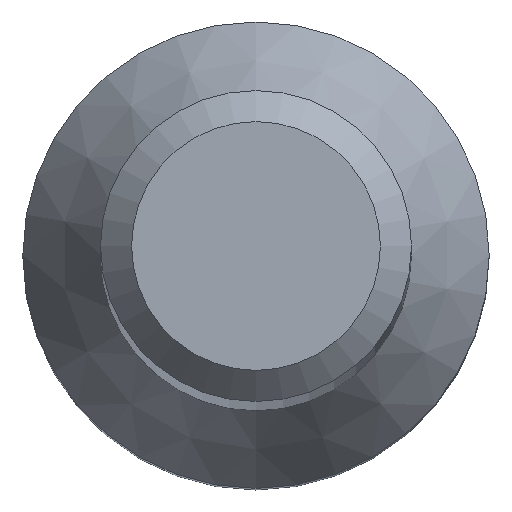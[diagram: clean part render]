
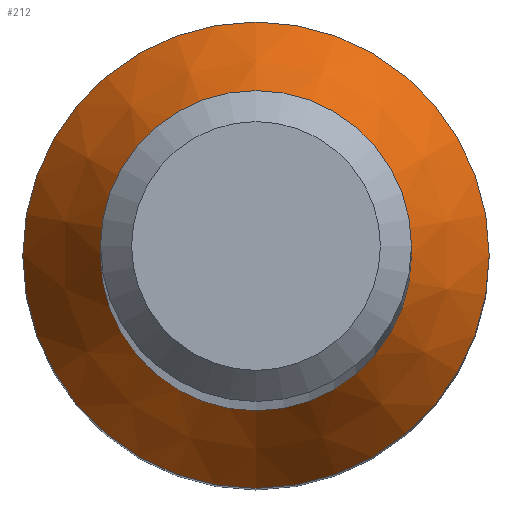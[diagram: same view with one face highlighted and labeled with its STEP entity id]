
A CAD part, top view. The second image highlights one B-rep face of the part: STEP entity #212.
In plain terms, the highlighted conical face has half-angle 30 degrees and reference radius 3 mm.
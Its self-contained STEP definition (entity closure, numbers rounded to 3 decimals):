
#2 = CARTESIAN_POINT ( 'NONE',  ( 0., 0., 12. ) ) ;
#3 = DIRECTION ( 'NONE',  ( 0., 1., 0. ) ) ;
#19 = EDGE_CURVE ( 'NONE', #23, #23, #80, .T. ) ;
#23 = VERTEX_POINT ( 'NONE', #231 ) ;
#29 = CONICAL_SURFACE ( 'NONE', #232, 3., 0.524 ) ;
#34 = EDGE_LOOP ( 'NONE', ( #224 ) ) ;
#49 = ORIENTED_EDGE ( 'NONE', *, *, #19, .F. ) ;
#59 = FACE_BOUND ( 'NONE', #34, .T. ) ;
#74 = EDGE_LOOP ( 'NONE', ( #49 ) ) ;
#77 = AXIS2_PLACEMENT_3D ( 'NONE', #211, #120, #81 ) ;
#79 = CARTESIAN_POINT ( 'NONE',  ( 0., 0., 12. ) ) ;
#80 = CIRCLE ( 'NONE', #200, 3. ) ;
#81 = DIRECTION ( 'NONE',  ( 0., 1., 0. ) ) ;
#102 = EDGE_CURVE ( 'NONE', #169, #169, #186, .T. ) ;
#120 = DIRECTION ( 'NONE',  ( 0., 0., -1. ) ) ;
#142 = DIRECTION ( 'NONE',  ( 0., 1., 0. ) ) ;
#143 = DIRECTION ( 'NONE',  ( 0., 0., -1. ) ) ;
#155 = DIRECTION ( 'NONE',  ( 0., 0., -1. ) ) ;
#169 = VERTEX_POINT ( 'NONE', #182 ) ;
#182 = CARTESIAN_POINT ( 'NONE',  ( 0., 2., 13.732 ) ) ;
#186 = CIRCLE ( 'NONE', #77, 2. ) ;
#200 = AXIS2_PLACEMENT_3D ( 'NONE', #79, #155, #142 ) ;
#211 = CARTESIAN_POINT ( 'NONE',  ( 0., 0., 13.732 ) ) ;
#212 = ADVANCED_FACE ( 'NONE', ( #59, #223 ), #29, .T. ) ;
#223 = FACE_OUTER_BOUND ( 'NONE', #74, .T. ) ;
#224 = ORIENTED_EDGE ( 'NONE', *, *, #102, .T. ) ;
#231 = CARTESIAN_POINT ( 'NONE',  ( 0., 3., 12. ) ) ;
#232 = AXIS2_PLACEMENT_3D ( 'NONE', #2, #143, #3 ) ;
